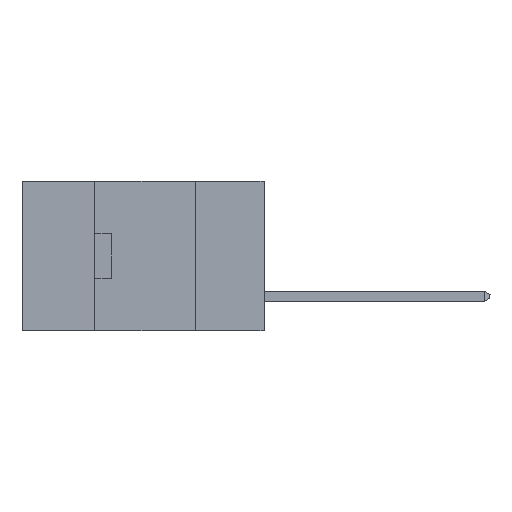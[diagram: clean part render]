
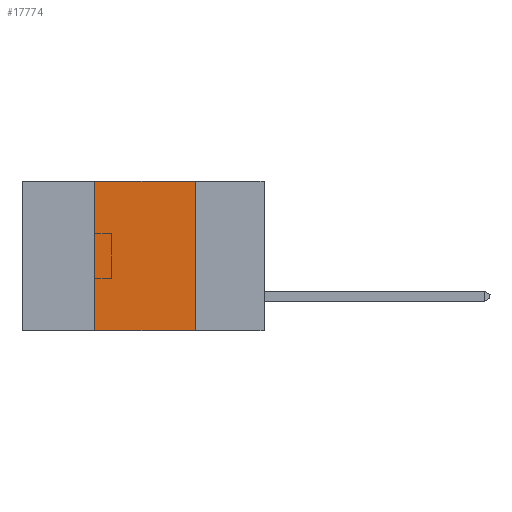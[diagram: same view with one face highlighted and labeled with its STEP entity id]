
A CAD part, left-side view. The second image highlights one B-rep face of the part: STEP entity #17774.
In plain terms, the highlighted planar face has unit normal (-1, 0, 0).
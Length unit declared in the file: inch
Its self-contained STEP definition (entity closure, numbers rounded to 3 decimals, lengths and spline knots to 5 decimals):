
#1499 = VERTEX_POINT ( 'NONE', #17725 ) ;
#1594 = CARTESIAN_POINT ( 'NONE',  ( 0., 0.6, 0. ) ) ;
#2364 = CARTESIAN_POINT ( 'NONE',  ( 0., 0.42, 0. ) ) ;
#2470 = AXIS2_PLACEMENT_3D ( 'NONE', #4354, #12547, #20771 ) ;
#3331 = DIRECTION ( 'NONE',  ( 0., 0., -1. ) ) ;
#4354 = CARTESIAN_POINT ( 'NONE',  ( 0., 0.6, 0. ) ) ;
#4836 = VERTEX_POINT ( 'NONE', #2364 ) ;
#5372 = VECTOR ( 'NONE', #15768, 39.37008 ) ;
#6701 = VECTOR ( 'NONE', #26158, 39.37008 ) ;
#6916 = CARTESIAN_POINT ( 'NONE',  ( 0., 0.17, 0. ) ) ;
#7419 = EDGE_CURVE ( 'NONE', #23920, #1499, #21183, .T. ) ;
#9309 = EDGE_CURVE ( 'NONE', #23978, #1499, #15811, .T. ) ;
#9637 = ORIENTED_EDGE ( 'NONE', *, *, #16192, .F. ) ;
#9778 = DIRECTION ( 'NONE',  ( 0., -1., 0. ) ) ;
#9991 = ORIENTED_EDGE ( 'NONE', *, *, #7419, .T. ) ;
#10126 = ORIENTED_EDGE ( 'NONE', *, *, #9309, .F. ) ;
#12547 = DIRECTION ( 'NONE',  ( 1., 0., 0. ) ) ;
#13764 = CARTESIAN_POINT ( 'NONE',  ( 0., 0.17, -0.37 ) ) ;
#14569 = PLANE ( 'NONE',  #2470 ) ;
#14643 = VECTOR ( 'NONE', #3331, 39.37008 ) ;
#15768 = DIRECTION ( 'NONE',  ( 0., -1., 0. ) ) ;
#15772 = EDGE_CURVE ( 'NONE', #4836, #23978, #17884, .T. ) ;
#15811 = LINE ( 'NONE', #13764, #14643 ) ;
#16192 = EDGE_CURVE ( 'NONE', #23920, #4836, #24403, .T. ) ;
#17725 = CARTESIAN_POINT ( 'NONE',  ( 0., 0.17, -0.37 ) ) ;
#17774 = ADVANCED_FACE ( 'NONE', ( #24788 ), #14569, .F. ) ;
#17884 = LINE ( 'NONE', #1594, #24689 ) ;
#17987 = CARTESIAN_POINT ( 'NONE',  ( 0., 0.42, -0.37 ) ) ;
#20105 = ORIENTED_EDGE ( 'NONE', *, *, #15772, .F. ) ;
#20768 = CARTESIAN_POINT ( 'NONE',  ( 0., 0.42, -0.37 ) ) ;
#20771 = DIRECTION ( 'NONE',  ( 0., 0., -1. ) ) ;
#21183 = LINE ( 'NONE', #23575, #5372 ) ;
#23049 = EDGE_LOOP ( 'NONE', ( #10126, #20105, #9637, #9991 ) ) ;
#23575 = CARTESIAN_POINT ( 'NONE',  ( 0., 0.6, -0.37 ) ) ;
#23920 = VERTEX_POINT ( 'NONE', #20768 ) ;
#23978 = VERTEX_POINT ( 'NONE', #6916 ) ;
#24403 = LINE ( 'NONE', #17987, #6701 ) ;
#24689 = VECTOR ( 'NONE', #9778, 39.37008 ) ;
#24788 = FACE_OUTER_BOUND ( 'NONE', #23049, .T. ) ;
#26158 = DIRECTION ( 'NONE',  ( 0., 0., 1. ) ) ;
